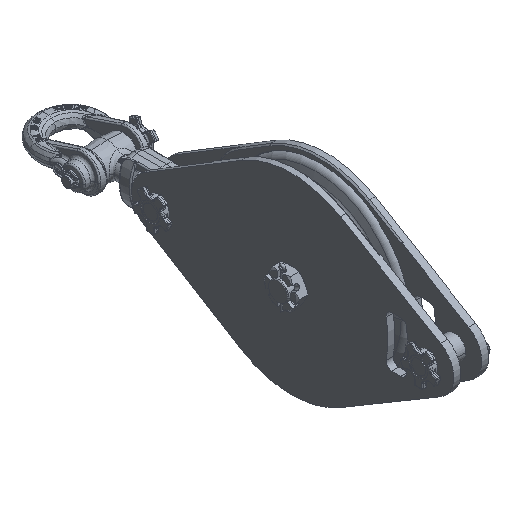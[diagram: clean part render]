
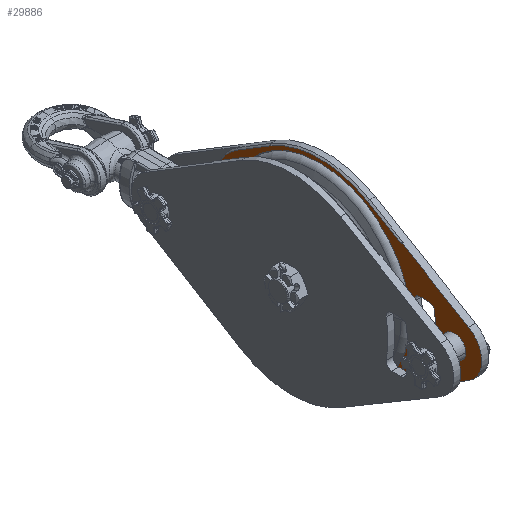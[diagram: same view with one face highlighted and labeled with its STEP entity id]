
A CAD part, isometric view. The second image highlights one B-rep face of the part: STEP entity #29886.
In plain terms, the highlighted planar face has unit normal (-1, 0, 0).
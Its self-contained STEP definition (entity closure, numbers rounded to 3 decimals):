
#1705=DIRECTION('',(0.,0.51,-0.86));
#1706=VECTOR('',#1705,0.12);
#1707=CARTESIAN_POINT('',(0.93,-7.3,5.554));
#1708=LINE('',#1707,#1706);
#1709=DIRECTION('',(0.,-0.86,-0.51));
#1710=VECTOR('',#1709,6.875);
#1711=CARTESIAN_POINT('',(0.93,-7.3,5.554));
#1712=LINE('',#1711,#1710);
#1713=CARTESIAN_POINT('',(0.93,-12.,0.));
#1714=DIRECTION('',(1.,0.,0.));
#1715=DIRECTION('',(0.,-0.51,0.86));
#1716=AXIS2_PLACEMENT_3D('',#1713,#1714,#1715);
#1718=DIRECTION('',(0.,0.86,-0.51));
#1719=VECTOR('',#1718,6.875);
#1720=CARTESIAN_POINT('',(0.93,-13.214,-2.047));
#1721=LINE('',#1720,#1719);
#1722=DIRECTION('',(0.,0.51,0.86));
#1723=VECTOR('',#1722,0.12);
#1724=CARTESIAN_POINT('',(0.93,-7.3,-5.554));
#1725=LINE('',#1724,#1723);
#1726=DIRECTION('',(0.,-0.86,0.51));
#1727=VECTOR('',#1726,3.447);
#1728=CARTESIAN_POINT('',(0.93,-4.274,-7.208));
#1729=LINE('',#1728,#1727);
#1730=CARTESIAN_POINT('',(0.93,0.,0.));
#1731=DIRECTION('',(-1.,0.,0.));
#1732=DIRECTION('',(0.,0.521,-0.854));
#1733=AXIS2_PLACEMENT_3D('',#1730,#1731,#1732);
#1735=DIRECTION('',(0.,-0.854,-0.521));
#1736=VECTOR('',#1735,3.404);
#1737=CARTESIAN_POINT('',(0.93,7.271,-5.38));
#1738=LINE('',#1737,#1736);
#1739=CARTESIAN_POINT('',(0.93,5.25,-2.068));
#1740=DIRECTION('',(-1.,0.,0.));
#1741=DIRECTION('',(0.,1.,0.));
#1742=AXIS2_PLACEMENT_3D('',#1739,#1740,#1741);
#1744=DIRECTION('',(0.,0.,-1.));
#1745=VECTOR('',#1744,4.136);
#1746=CARTESIAN_POINT('',(0.93,9.13,2.068));
#1747=LINE('',#1746,#1745);
#1748=CARTESIAN_POINT('',(0.93,5.25,2.068));
#1749=DIRECTION('',(-1.,0.,0.));
#1750=DIRECTION('',(0.,0.521,0.854));
#1751=AXIS2_PLACEMENT_3D('',#1748,#1749,#1750);
#1753=DIRECTION('',(0.,0.854,-0.521));
#1754=VECTOR('',#1753,3.404);
#1755=CARTESIAN_POINT('',(0.93,4.365,7.154));
#1756=LINE('',#1755,#1754);
#1757=CARTESIAN_POINT('',(0.93,0.,0.));
#1758=DIRECTION('',(-1.,0.,0.));
#1759=DIRECTION('',(0.,-0.51,0.86));
#1760=AXIS2_PLACEMENT_3D('',#1757,#1758,#1759);
#1762=DIRECTION('',(0.,0.86,0.51));
#1763=VECTOR('',#1762,3.447);
#1764=CARTESIAN_POINT('',(0.93,-7.239,5.45));
#1765=LINE('',#1764,#1763);
#1766=CARTESIAN_POINT('',(0.93,-12.,0.));
#1767=DIRECTION('',(-1.,0.,0.));
#1768=DIRECTION('',(0.,-1.,0.));
#1769=AXIS2_PLACEMENT_3D('',#1766,#1767,#1768);
#1771=CARTESIAN_POINT('',(0.93,-12.,0.));
#1772=DIRECTION('',(-1.,0.,0.));
#1773=DIRECTION('',(0.,1.,0.));
#1774=AXIS2_PLACEMENT_3D('',#1771,#1772,#1773);
#1776=CARTESIAN_POINT('',(0.93,0.,0.));
#1777=DIRECTION('',(-1.,0.,0.));
#1778=DIRECTION('',(0.,1.,0.));
#1779=AXIS2_PLACEMENT_3D('',#1776,#1777,#1778);
#1781=CARTESIAN_POINT('',(0.93,0.,0.));
#1782=DIRECTION('',(-1.,0.,0.));
#1783=DIRECTION('',(0.,-1.,0.));
#1784=AXIS2_PLACEMENT_3D('',#1781,#1782,#1783);
#1786=CARTESIAN_POINT('',(0.93,-8.888,-1.759));
#1787=DIRECTION('',(1.,0.,0.));
#1788=DIRECTION('',(0.,0.,-1.));
#1789=AXIS2_PLACEMENT_3D('',#1786,#1787,#1788);
#1791=DIRECTION('',(0.,1.,0.));
#1792=VECTOR('',#1791,0.794);
#1793=CARTESIAN_POINT('',(0.93,-9.682,-2.259));
#1794=LINE('',#1793,#1792);
#1795=CARTESIAN_POINT('',(0.93,-9.682,-1.759));
#1796=DIRECTION('',(1.,0.,0.));
#1797=DIRECTION('',(0.,-0.984,-0.179));
#1798=AXIS2_PLACEMENT_3D('',#1795,#1796,#1797);
#1800=CARTESIAN_POINT('',(0.93,0.,0.));
#1801=DIRECTION('',(1.,0.,0.));
#1802=DIRECTION('',(0.,-0.984,0.177));
#1803=AXIS2_PLACEMENT_3D('',#1800,#1801,#1802);
#1805=CARTESIAN_POINT('',(0.93,-9.685,1.741));
#1806=DIRECTION('',(1.,0.,0.));
#1807=DIRECTION('',(0.,0.,1.));
#1808=AXIS2_PLACEMENT_3D('',#1805,#1806,#1807);
#1810=DIRECTION('',(0.,-1.,0.));
#1811=VECTOR('',#1810,0.794);
#1812=CARTESIAN_POINT('',(0.93,-8.891,2.241));
#1813=LINE('',#1812,#1811);
#1814=CARTESIAN_POINT('',(0.93,-8.891,1.741));
#1815=DIRECTION('',(1.,0.,0.));
#1816=DIRECTION('',(0.,0.981,-0.192));
#1817=AXIS2_PLACEMENT_3D('',#1814,#1815,#1816);
#1819=CARTESIAN_POINT('',(0.93,0.,0.));
#1820=DIRECTION('',(1.,0.,0.));
#1821=DIRECTION('',(0.,-0.981,0.192));
#1822=AXIS2_PLACEMENT_3D('',#1819,#1820,#1821);
#24785=CARTESIAN_POINT('',(0.93,-13.214,2.047));
#24786=CARTESIAN_POINT('',(0.93,-13.214,-2.047));
#24787=VERTEX_POINT('',#24785);
#24788=VERTEX_POINT('',#24786);
#24817=CARTESIAN_POINT('',(0.93,-7.3,5.554));
#24818=CARTESIAN_POINT('',(0.93,-7.239,5.45));
#24819=VERTEX_POINT('',#24817);
#24820=VERTEX_POINT('',#24818);
#24821=CARTESIAN_POINT('',(0.93,-4.274,7.208));
#24822=VERTEX_POINT('',#24821);
#24823=CARTESIAN_POINT('',(0.93,4.365,7.154));
#24824=VERTEX_POINT('',#24823);
#24825=CARTESIAN_POINT('',(0.93,7.271,5.38));
#24826=VERTEX_POINT('',#24825);
#24827=CARTESIAN_POINT('',(0.93,9.13,2.068));
#24828=VERTEX_POINT('',#24827);
#24829=CARTESIAN_POINT('',(0.93,9.13,-2.068));
#24830=VERTEX_POINT('',#24829);
#24831=CARTESIAN_POINT('',(0.93,7.271,-5.38));
#24832=VERTEX_POINT('',#24831);
#24833=CARTESIAN_POINT('',(0.93,4.365,-7.154));
#24834=VERTEX_POINT('',#24833);
#24835=CARTESIAN_POINT('',(0.93,-4.274,-7.208));
#24836=VERTEX_POINT('',#24835);
#24837=CARTESIAN_POINT('',(0.93,-7.3,-5.554));
#24838=CARTESIAN_POINT('',(0.93,-7.239,-5.45));
#24839=VERTEX_POINT('',#24837);
#24840=VERTEX_POINT('',#24838);
#24865=CARTESIAN_POINT('',(0.93,-12.813,0.));
#24866=CARTESIAN_POINT('',(0.93,-11.188,0.));
#24867=VERTEX_POINT('',#24865);
#24868=VERTEX_POINT('',#24866);
#24901=CARTESIAN_POINT('',(0.93,8.06,0.));
#24902=CARTESIAN_POINT('',(0.93,-8.06,0.));
#24903=VERTEX_POINT('',#24901);
#24904=VERTEX_POINT('',#24902);
#24905=CARTESIAN_POINT('',(0.93,-8.888,-2.259));
#24906=CARTESIAN_POINT('',(0.93,-8.397,-1.662));
#24907=VERTEX_POINT('',#24905);
#24908=VERTEX_POINT('',#24906);
#24909=CARTESIAN_POINT('',(0.93,-8.4,1.645));
#24910=VERTEX_POINT('',#24909);
#24911=CARTESIAN_POINT('',(0.93,-8.891,2.241));
#24912=VERTEX_POINT('',#24911);
#24913=CARTESIAN_POINT('',(0.93,-9.685,2.241));
#24914=VERTEX_POINT('',#24913);
#24915=CARTESIAN_POINT('',(0.93,-10.177,1.83));
#24916=VERTEX_POINT('',#24915);
#24917=CARTESIAN_POINT('',(0.93,-10.174,-1.848));
#24918=VERTEX_POINT('',#24917);
#24919=CARTESIAN_POINT('',(0.93,-9.682,-2.259));
#24920=VERTEX_POINT('',#24919);
#29822=CARTESIAN_POINT('',(0.93,0.,0.));
#29823=DIRECTION('',(1.,0.,0.));
#29824=DIRECTION('',(0.,0.,-1.));
#29825=AXIS2_PLACEMENT_3D('',#29822,#29823,#29824);
#29826=PLANE('',#29825);
#29828=ORIENTED_EDGE('',*,*,#29827,.F.);
#29830=ORIENTED_EDGE('',*,*,#29829,.T.);
#29832=ORIENTED_EDGE('',*,*,#29831,.T.);
#29834=ORIENTED_EDGE('',*,*,#29833,.T.);
#29836=ORIENTED_EDGE('',*,*,#29835,.T.);
#29838=ORIENTED_EDGE('',*,*,#29837,.F.);
#29840=ORIENTED_EDGE('',*,*,#29839,.F.);
#29842=ORIENTED_EDGE('',*,*,#29841,.F.);
#29844=ORIENTED_EDGE('',*,*,#29843,.F.);
#29846=ORIENTED_EDGE('',*,*,#29845,.F.);
#29848=ORIENTED_EDGE('',*,*,#29847,.F.);
#29850=ORIENTED_EDGE('',*,*,#29849,.F.);
#29852=ORIENTED_EDGE('',*,*,#29851,.F.);
#29854=ORIENTED_EDGE('',*,*,#29853,.F.);
#29855=EDGE_LOOP('',(#29828,#29830,#29832,#29834,#29836,#29838,#29840,#29842,
#29844,#29846,#29848,#29850,#29852,#29854));
#29856=FACE_OUTER_BOUND('',#29855,.F.);
#29858=ORIENTED_EDGE('',*,*,#29857,.T.);
#29860=ORIENTED_EDGE('',*,*,#29859,.T.);
#29861=EDGE_LOOP('',(#29858,#29860));
#29862=FACE_BOUND('',#29861,.F.);
#29864=ORIENTED_EDGE('',*,*,#29863,.T.);
#29865=ORIENTED_EDGE('',*,*,#29812,.T.);
#29866=EDGE_LOOP('',(#29864,#29865));
#29867=FACE_BOUND('',#29866,.F.);
#29869=ORIENTED_EDGE('',*,*,#29868,.F.);
#29871=ORIENTED_EDGE('',*,*,#29870,.F.);
#29873=ORIENTED_EDGE('',*,*,#29872,.F.);
#29875=ORIENTED_EDGE('',*,*,#29874,.F.);
#29877=ORIENTED_EDGE('',*,*,#29876,.F.);
#29879=ORIENTED_EDGE('',*,*,#29878,.F.);
#29881=ORIENTED_EDGE('',*,*,#29880,.F.);
#29883=ORIENTED_EDGE('',*,*,#29882,.T.);
#29884=EDGE_LOOP('',(#29869,#29871,#29873,#29875,#29877,#29879,#29881,#29883));
#29885=FACE_BOUND('',#29884,.F.);
#29886=ADVANCED_FACE('',(#29856,#29862,#29867,#29885),#29826,.F.);
#1717=CIRCLE('',#1716,2.38);
#1734=CIRCLE('',#1733,8.38);
#1743=CIRCLE('',#1742,3.88);
#1752=CIRCLE('',#1751,3.88);
#1761=CIRCLE('',#1760,8.38);
#1770=CIRCLE('',#1769,0.813);
#1775=CIRCLE('',#1774,0.813);
#1780=CIRCLE('',#1779,8.06);
#1785=CIRCLE('',#1784,8.06);
#1790=CIRCLE('',#1789,0.5);
#1799=CIRCLE('',#1798,0.5);
#1804=CIRCLE('',#1803,10.34);
#1809=CIRCLE('',#1808,0.5);
#1818=CIRCLE('',#1817,0.5);
#1823=CIRCLE('',#1822,8.56);
#29812=EDGE_CURVE('',#24904,#24903,#1785,.T.);
#29827=EDGE_CURVE('',#24819,#24820,#1708,.T.);
#29829=EDGE_CURVE('',#24819,#24787,#1712,.T.);
#29831=EDGE_CURVE('',#24787,#24788,#1717,.T.);
#29833=EDGE_CURVE('',#24788,#24839,#1721,.T.);
#29835=EDGE_CURVE('',#24839,#24840,#1725,.T.);
#29837=EDGE_CURVE('',#24836,#24840,#1729,.T.);
#29839=EDGE_CURVE('',#24834,#24836,#1734,.T.);
#29841=EDGE_CURVE('',#24832,#24834,#1738,.T.);
#29843=EDGE_CURVE('',#24830,#24832,#1743,.T.);
#29845=EDGE_CURVE('',#24828,#24830,#1747,.T.);
#29847=EDGE_CURVE('',#24826,#24828,#1752,.T.);
#29849=EDGE_CURVE('',#24824,#24826,#1756,.T.);
#29851=EDGE_CURVE('',#24822,#24824,#1761,.T.);
#29853=EDGE_CURVE('',#24820,#24822,#1765,.T.);
#29857=EDGE_CURVE('',#24867,#24868,#1770,.T.);
#29859=EDGE_CURVE('',#24868,#24867,#1775,.T.);
#29863=EDGE_CURVE('',#24903,#24904,#1780,.T.);
#29868=EDGE_CURVE('',#24907,#24908,#1790,.T.);
#29870=EDGE_CURVE('',#24920,#24907,#1794,.T.);
#29872=EDGE_CURVE('',#24918,#24920,#1799,.T.);
#29874=EDGE_CURVE('',#24916,#24918,#1804,.T.);
#29876=EDGE_CURVE('',#24914,#24916,#1809,.T.);
#29878=EDGE_CURVE('',#24912,#24914,#1813,.T.);
#29880=EDGE_CURVE('',#24910,#24912,#1818,.T.);
#29882=EDGE_CURVE('',#24910,#24908,#1823,.T.);
